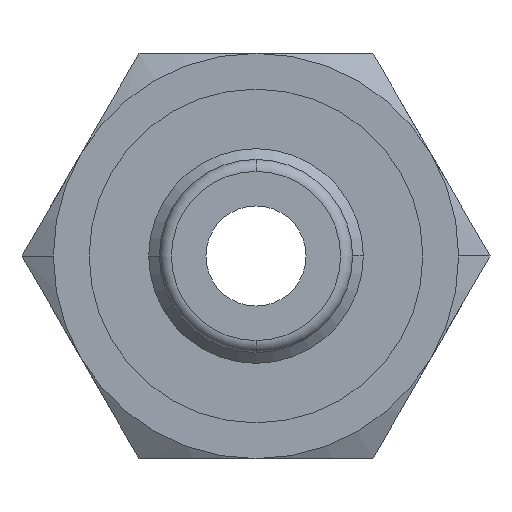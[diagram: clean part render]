
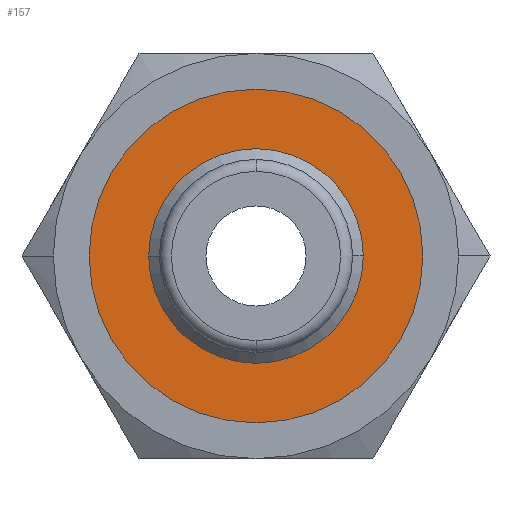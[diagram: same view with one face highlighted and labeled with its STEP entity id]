
A CAD part, front view. The second image highlights one B-rep face of the part: STEP entity #157.
In plain terms, the highlighted planar face has unit normal (0, -1, 0).
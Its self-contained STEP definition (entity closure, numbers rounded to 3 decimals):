
#157=ADVANCED_FACE('',(#319,#320),#321,.T.);
#319=FACE_OUTER_BOUND('',#484,.T.);
#320=FACE_BOUND('',#485,.T.);
#321=PLANE('',#486);
#484=EDGE_LOOP('',(#857,#858));
#485=EDGE_LOOP('',(#859,#860));
#486=AXIS2_PLACEMENT_3D('',#861,#862,#863);
#857=ORIENTED_EDGE('',*,*,#951,.T.);
#858=ORIENTED_EDGE('',*,*,#976,.T.);
#859=ORIENTED_EDGE('',*,*,#1087,.F.);
#860=ORIENTED_EDGE('',*,*,#966,.F.);
#861=CARTESIAN_POINT('',(0.0,14.0,0.0));
#862=DIRECTION('',(0.0,-1.0,0.0));
#863=DIRECTION('',(-1.0,0.0,0.0));
#951=EDGE_CURVE('',#1113,#1118,#1120,.T.);
#966=EDGE_CURVE('',#1145,#1147,#1148,.T.);
#976=EDGE_CURVE('',#1118,#1113,#1164,.T.);
#1087=EDGE_CURVE('',#1147,#1145,#1310,.T.);
#1113=VERTEX_POINT('',#1370);
#1118=VERTEX_POINT('',#1376);
#1120=CIRCLE('',#1379,7.0);
#1145=VERTEX_POINT('',#1452);
#1147=VERTEX_POINT('',#1455);
#1148=CIRCLE('',#1456,4.5);
#1164=CIRCLE('',#1473,7.0);
#1310=CIRCLE('',#1829,4.5);
#1370=CARTESIAN_POINT('',(7.0,14.0,0.0));
#1376=CARTESIAN_POINT('',(-7.0,14.0,0.));
#1379=AXIS2_PLACEMENT_3D('',#1853,#1854,#1855);
#1452=CARTESIAN_POINT('',(4.5,14.0,0.));
#1455=CARTESIAN_POINT('',(-4.5,14.0,0.));
#1456=AXIS2_PLACEMENT_3D('',#1867,#1868,#1869);
#1473=AXIS2_PLACEMENT_3D('',#1889,#1890,#1891);
#1829=AXIS2_PLACEMENT_3D('',#2023,#2024,#2025);
#1853=CARTESIAN_POINT('',(0.0,14.0,0.0));
#1854=DIRECTION('',(0.0,-1.0,0.0));
#1855=DIRECTION('',(1.0,0.0,0.0));
#1867=CARTESIAN_POINT('',(0.0,14.0,0.0));
#1868=DIRECTION('',(0.0,-1.0,0.0));
#1869=DIRECTION('',(1.0,0.0,0.0));
#1889=CARTESIAN_POINT('',(0.0,14.0,0.0));
#1890=DIRECTION('',(0.0,-1.0,0.0));
#1891=DIRECTION('',(1.0,0.0,0.0));
#2023=CARTESIAN_POINT('',(0.0,14.0,0.0));
#2024=DIRECTION('',(0.0,-1.0,0.0));
#2025=DIRECTION('',(1.0,0.0,0.0));
